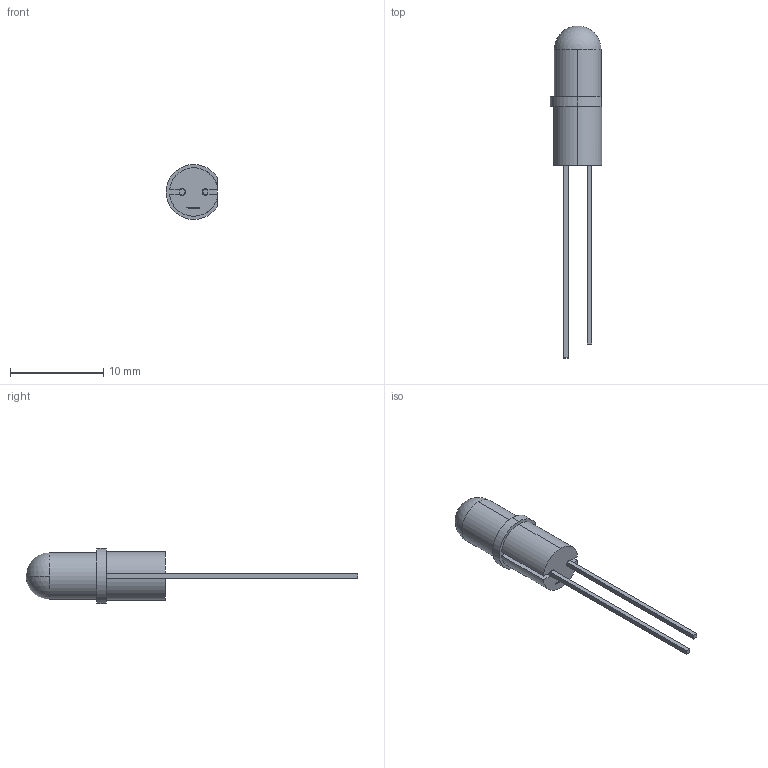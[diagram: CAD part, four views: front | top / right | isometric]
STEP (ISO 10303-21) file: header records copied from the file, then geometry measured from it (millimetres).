
FILE_DESCRIPTION (( 'STEP AP214' ), '1' );
FILE_NAME ('XNM1Lxx12x6-35.STEP', '2015-09-03T19:28:44', ( '' ), ( '' ), 'SwSTEP 2.0', 'SolidWorks 2012', '' );
FILE_SCHEMA (( 'AUTOMOTIVE_DESIGN' ));
Length unit declared in the file: millimetre
Products named in the file (1): XNM1Lxx12x6-35
Bounding box: 5.54 x 35.6 x 5.9 mm (x, y, z)
Volume: 295.7 mm3; surface area: 422.1 mm2
Topology: 1 solids, 1 shells, 227 faces, 619 edges, 410 vertices
Faces by surface type: plane 143, bspline 68, cylinder 14, sphere 2
Entity records: 11950 total; most frequent: CARTESIAN_POINT 4435, ORIENTED_EDGE 1234, DIRECTION 836, EDGE_CURVE 617, LINE 446, VECTOR 446, VERTEX_POINT 410, EDGE_LOOP 245
